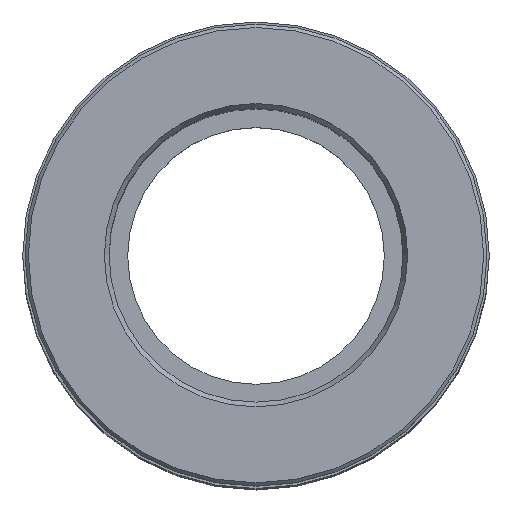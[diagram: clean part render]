
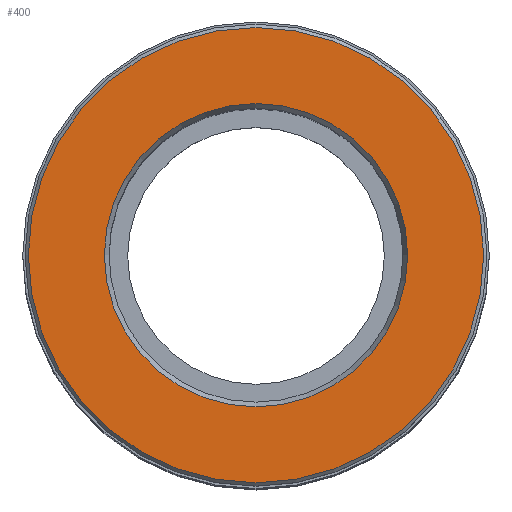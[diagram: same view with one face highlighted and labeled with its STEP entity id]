
A CAD part, top view. The second image highlights one B-rep face of the part: STEP entity #400.
In plain terms, the highlighted planar face has unit normal (0, 0, 1).
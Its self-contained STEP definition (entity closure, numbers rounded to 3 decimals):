
#48=ORIENTED_EDGE('',*,*,#124,.F.);
#49=ORIENTED_EDGE('',*,*,#125,.T.);
#124=EDGE_CURVE('',#162,#162,#200,.T.);
#125=EDGE_CURVE('',#163,#163,#201,.T.);
#162=VERTEX_POINT('',#684);
#163=VERTEX_POINT('',#686);
#200=CIRCLE('',#452,9.759);
#201=CIRCLE('',#453,6.5);
#238=EDGE_LOOP('',(#48));
#239=EDGE_LOOP('',(#49));
#314=FACE_BOUND('',#238,.T.);
#315=FACE_BOUND('',#239,.T.);
#390=PLANE('',#451);
#400=ADVANCED_FACE('',(#314,#315),#390,.F.);
#451=AXIS2_PLACEMENT_3D('',#682,#529,#530);
#452=AXIS2_PLACEMENT_3D('',#683,#531,#532);
#453=AXIS2_PLACEMENT_3D('',#685,#533,#534);
#529=DIRECTION('',(0.,0.,-1.));
#530=DIRECTION('',(-1.,0.,0.));
#531=DIRECTION('',(0.,0.,-1.));
#532=DIRECTION('',(-1.,0.,0.));
#533=DIRECTION('',(0.,0.,-1.));
#534=DIRECTION('',(-1.,0.,0.));
#682=CARTESIAN_POINT('',(0.,0.,20.5));
#683=CARTESIAN_POINT('',(0.,0.,20.5));
#684=CARTESIAN_POINT('',(-9.759,0.,20.5));
#685=CARTESIAN_POINT('',(0.,0.,20.5));
#686=CARTESIAN_POINT('',(-6.5,0.,20.5));
